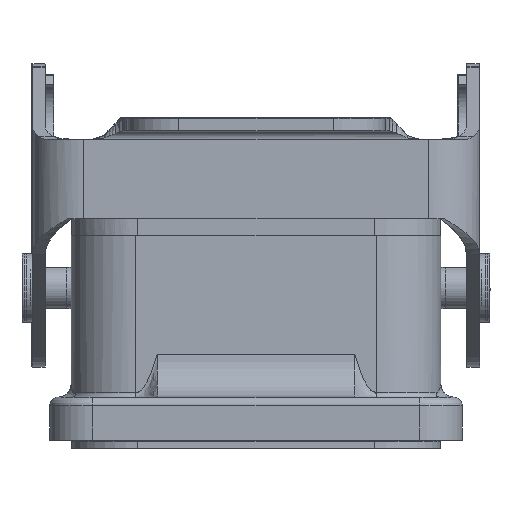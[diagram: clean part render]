
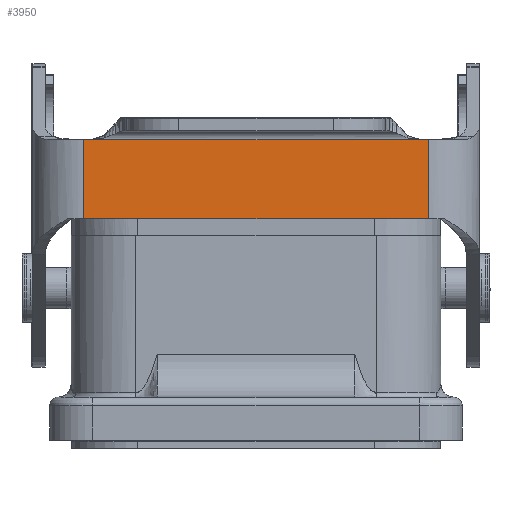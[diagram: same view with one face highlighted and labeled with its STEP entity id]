
A CAD part, left-side view. The second image highlights one B-rep face of the part: STEP entity #3950.
In plain terms, the highlighted planar face has unit normal (-1, 0, 0).
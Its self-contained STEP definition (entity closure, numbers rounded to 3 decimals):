
#3950=ADVANCED_FACE('F5',(#4840),#4484,.F.);
#4484=PLANE('',#14474);
#4840=FACE_OUTER_BOUND('',#5454,.T.);
#5454=EDGE_LOOP('',(#8969,#8970,#8971,#8972,#8973,#8974));
#6684=LINE('',#19843,#7506);
#6709=LINE('',#20030,#7531);
#6710=LINE('',#20033,#7532);
#6711=LINE('',#20035,#7533);
#6712=LINE('',#20036,#7534);
#6713=LINE('',#20038,#7535);
#7506=VECTOR('',#16001,1.);
#7531=VECTOR('',#16086,1.);
#7532=VECTOR('',#16087,1.);
#7533=VECTOR('',#16088,1.);
#7534=VECTOR('',#16089,1.);
#7535=VECTOR('',#16090,1.);
#8969=ORIENTED_EDGE('',*,*,#12803,.F.);
#8970=ORIENTED_EDGE('',*,*,#12804,.F.);
#8971=ORIENTED_EDGE('',*,*,#12805,.F.);
#8972=ORIENTED_EDGE('',*,*,#12750,.F.);
#8973=ORIENTED_EDGE('',*,*,#12806,.F.);
#8974=ORIENTED_EDGE('',*,*,#12807,.F.);
#11574=VERTEX_POINT('',#19842);
#11575=VERTEX_POINT('',#19844);
#11607=VERTEX_POINT('',#20031);
#11608=VERTEX_POINT('',#20032);
#11609=VERTEX_POINT('',#20034);
#11610=VERTEX_POINT('',#20037);
#12750=EDGE_CURVE('E39',#11574,#11575,#6684,.T.);
#12803=EDGE_CURVE('E7',#11607,#11608,#6709,.T.);
#12804=EDGE_CURVE('E41',#11609,#11607,#6710,.T.);
#12805=EDGE_CURVE('E40',#11575,#11609,#6711,.T.);
#12806=EDGE_CURVE('E38',#11610,#11574,#6712,.T.);
#12807=EDGE_CURVE('E37',#11608,#11610,#6713,.T.);
#14474=AXIS2_PLACEMENT_3D('',#20039,#16091,#16092);
#16001=DIRECTION('',(0.,0.,1.));
#16086=DIRECTION('',(0.,-1.,0.));
#16087=DIRECTION('',(0.,-1.,0.));
#16088=DIRECTION('',(0.,-1.,0.));
#16089=DIRECTION('',(0.,1.,0.));
#16090=DIRECTION('',(0.,0.,-1.));
#16091=DIRECTION('',(1.,0.,0.));
#16092=DIRECTION('',(0.,-1.,0.));
#19842=CARTESIAN_POINT('',(-64.327,20.15,25.576));
#19843=CARTESIAN_POINT('',(-64.327,20.15,30.176));
#19844=CARTESIAN_POINT('',(-64.327,20.15,34.776));
#20030=CARTESIAN_POINT('',(-64.327,-19.35,34.776));
#20031=CARTESIAN_POINT('',(-64.327,-18.85,34.776));
#20032=CARTESIAN_POINT('',(-64.327,-19.85,34.776));
#20033=CARTESIAN_POINT('',(-64.327,0.15,34.776));
#20034=CARTESIAN_POINT('',(-64.327,19.15,34.776));
#20035=CARTESIAN_POINT('',(-64.327,19.65,34.776));
#20036=CARTESIAN_POINT('',(-64.327,0.15,25.576));
#20037=CARTESIAN_POINT('',(-64.327,-19.85,25.576));
#20038=CARTESIAN_POINT('',(-64.327,-19.85,30.176));
#20039=CARTESIAN_POINT('',(-64.327,20.18,34.806));
